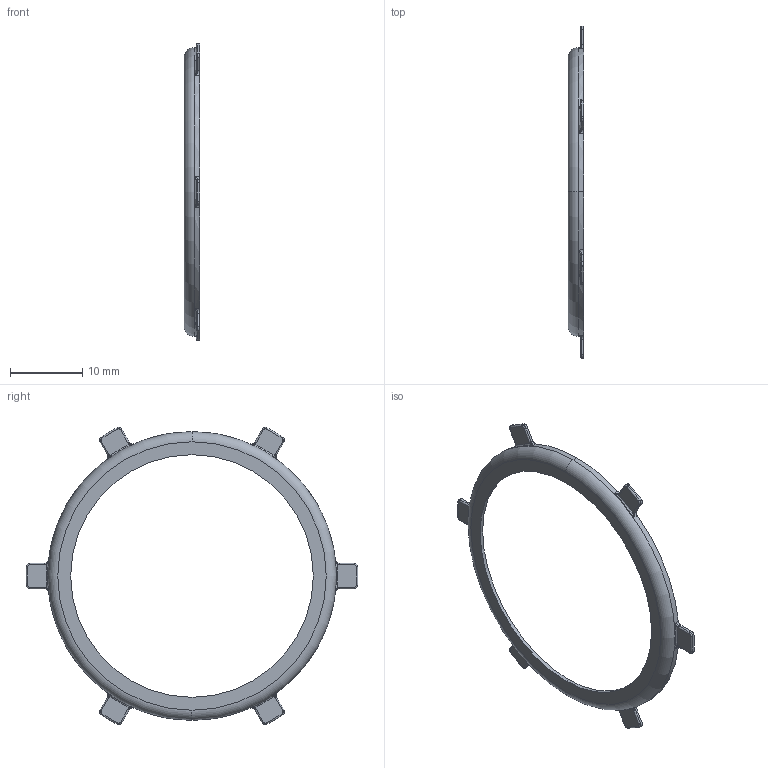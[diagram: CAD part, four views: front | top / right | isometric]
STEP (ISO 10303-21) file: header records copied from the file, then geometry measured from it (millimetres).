
FILE_DESCRIPTION (( 'STEP AP214' ), '1' );
FILE_NAME ('Drum - Spider Washer.STEP', '2025-07-06T08:34:51', ( '' ), ( '' ), 'SwSTEP 2.0', 'SolidWorks 2025', '' );
FILE_SCHEMA (( 'AUTOMOTIVE_DESIGN' ));
Length unit declared in the file: millimetre
Products named in the file (1): Drum - Spider Washer
Bounding box: 2.18 x 45.99 x 41.16 mm (x, y, z)
Volume: 276.7 mm3; surface area: 1243.9 mm2
Topology: 1 solids, 1 shells, 134 faces, 340 edges, 196 vertices
Faces by surface type: cylinder 52, torus 44, plane 26, bspline 12
Entity records: 4380 total; most frequent: CARTESIAN_POINT 1167, DIRECTION 728, ORIENTED_EDGE 656, EDGE_CURVE 328, AXIS2_PLACEMENT_3D 317, VERTEX_POINT 196, CIRCLE 194, EDGE_LOOP 136
